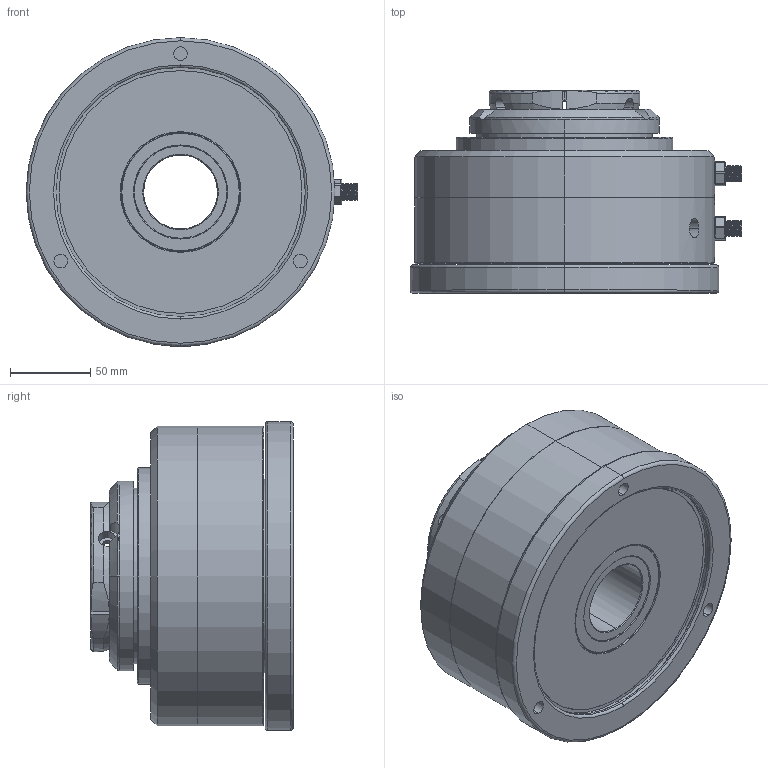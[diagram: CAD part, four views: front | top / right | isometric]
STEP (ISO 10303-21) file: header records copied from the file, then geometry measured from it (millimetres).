
FILE_DESCRIPTION (( 'STEP AP214' ), '1' );
FILE_NAME ('GH40.STEP', '2023-09-05T06:00:03', ( '' ), ( '' ), 'SwSTEP 2.0', 'SolidWorks 2023', '' );
FILE_SCHEMA (( 'AUTOMOTIVE_DESIGN' ));
Length unit declared in the file: millimetre
Products named in the file (3): GH40; GH-40 本体; 台湾气嘴
Assembly tree (3 placements, depth 2):
  GH40
    GH-40 本体
    台湾气嘴  x2
Bounding box: 206.25 x 126.18 x 192 mm (x, y, z)
Volume: 2418734.5 mm3; surface area: 236899 mm2
Topology: 4 solids, 4 shells, 472 faces, 1232 edges, 784 vertices
Faces by surface type: cylinder 206, plane 125, cone 93, bspline 24, torus 24
Entity records: 22870 total; most frequent: CARTESIAN_POINT 10457, ORIENTED_EDGE 1984, DIRECTION 1810, EDGE_CURVE 992, AXIS2_PLACEMENT_3D 710, VERTEX_POINT 635, EDGE_LOOP 425, VECTOR 390
